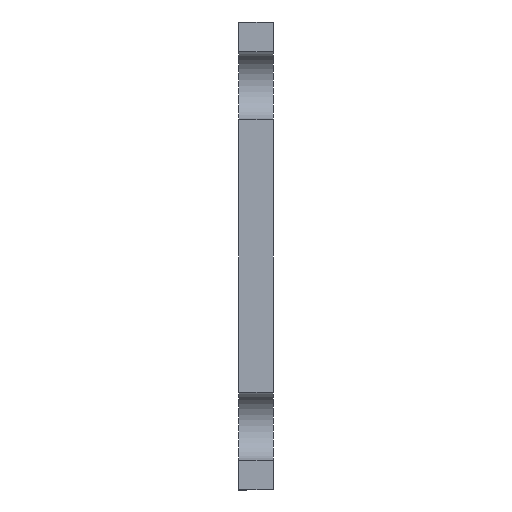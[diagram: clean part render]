
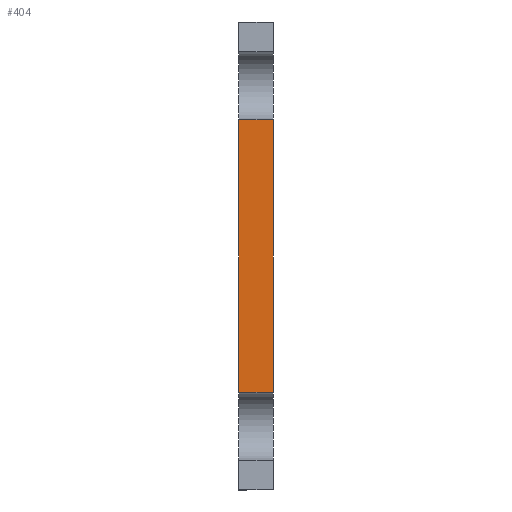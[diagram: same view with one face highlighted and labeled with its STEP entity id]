
A CAD part, left-side view. The second image highlights one B-rep face of the part: STEP entity #404.
In plain terms, the highlighted planar face has unit normal (-1, 0, 0).
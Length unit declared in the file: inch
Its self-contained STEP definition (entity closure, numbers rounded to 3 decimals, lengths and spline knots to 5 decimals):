
#5 = CARTESIAN_POINT ( 'NONE',  ( -9.5, 0., -0.5 ) ) ;
#48 = FACE_OUTER_BOUND ( 'NONE', #617, .T. ) ;
#62 = ORIENTED_EDGE ( 'NONE', *, *, #278, .T. ) ;
#81 = ORIENTED_EDGE ( 'NONE', *, *, #332, .F. ) ;
#93 = CARTESIAN_POINT ( 'NONE',  ( -9.5, 0.125, 0.859 ) ) ;
#99 = CARTESIAN_POINT ( 'NONE',  ( -9.5, 0., -0.859 ) ) ;
#109 = PLANE ( 'NONE',  #621 ) ;
#127 = CARTESIAN_POINT ( 'NONE',  ( -9.5, 0., 0.5 ) ) ;
#166 = DIRECTION ( 'NONE',  ( 0., 1., 0. ) ) ;
#175 = DIRECTION ( 'NONE',  ( 0., 0., 1. ) ) ;
#192 = LINE ( 'NONE', #5, #460 ) ;
#233 = CARTESIAN_POINT ( 'NONE',  ( -9.5, 0.125, -0.5 ) ) ;
#249 = VERTEX_POINT ( 'NONE', #330 ) ;
#254 = ORIENTED_EDGE ( 'NONE', *, *, #268, .T. ) ;
#268 = EDGE_CURVE ( 'NONE', #557, #392, #628, .T. ) ;
#278 = EDGE_CURVE ( 'NONE', #543, #557, #577, .T. ) ;
#287 = LINE ( 'NONE', #99, #596 ) ;
#298 = CARTESIAN_POINT ( 'NONE',  ( -9.5, 0.125, 0.5 ) ) ;
#314 = VECTOR ( 'NONE', #166, 39.37008 ) ;
#330 = CARTESIAN_POINT ( 'NONE',  ( -9.5, 0., -0.5 ) ) ;
#332 = EDGE_CURVE ( 'NONE', #543, #249, #287, .T. ) ;
#338 = DIRECTION ( 'NONE',  ( 0., 0., -1. ) ) ;
#347 = CARTESIAN_POINT ( 'NONE',  ( -9.5, 0.125, 0.859 ) ) ;
#392 = VERTEX_POINT ( 'NONE', #233 ) ;
#404 = ADVANCED_FACE ( 'NONE', ( #48 ), #109, .T. ) ;
#432 = DIRECTION ( 'NONE',  ( 0., 1., 0. ) ) ;
#452 = DIRECTION ( 'NONE',  ( 0., 0., -1. ) ) ;
#460 = VECTOR ( 'NONE', #432, 39.37008 ) ;
#516 = CARTESIAN_POINT ( 'NONE',  ( -9.5, 0.125, 0.5 ) ) ;
#539 = EDGE_CURVE ( 'NONE', #249, #392, #192, .T. ) ;
#543 = VERTEX_POINT ( 'NONE', #127 ) ;
#557 = VERTEX_POINT ( 'NONE', #298 ) ;
#577 = LINE ( 'NONE', #516, #314 ) ;
#596 = VECTOR ( 'NONE', #338, 39.37008 ) ;
#617 = EDGE_LOOP ( 'NONE', ( #650, #81, #62, #254 ) ) ;
#621 = AXIS2_PLACEMENT_3D ( 'NONE', #347, #710, #175 ) ;
#628 = LINE ( 'NONE', #93, #651 ) ;
#650 = ORIENTED_EDGE ( 'NONE', *, *, #539, .F. ) ;
#651 = VECTOR ( 'NONE', #452, 39.37008 ) ;
#710 = DIRECTION ( 'NONE',  ( -1., 0., 0. ) ) ;
